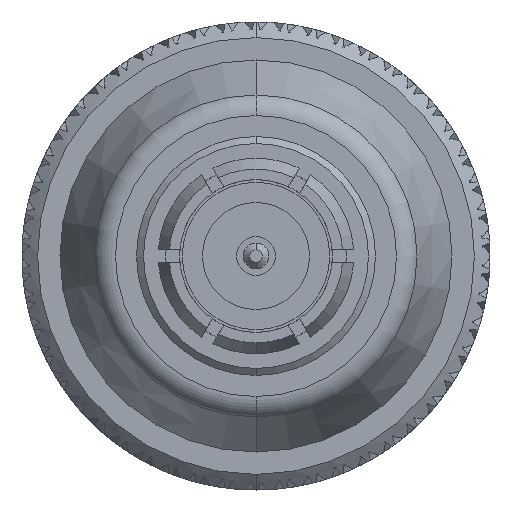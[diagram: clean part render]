
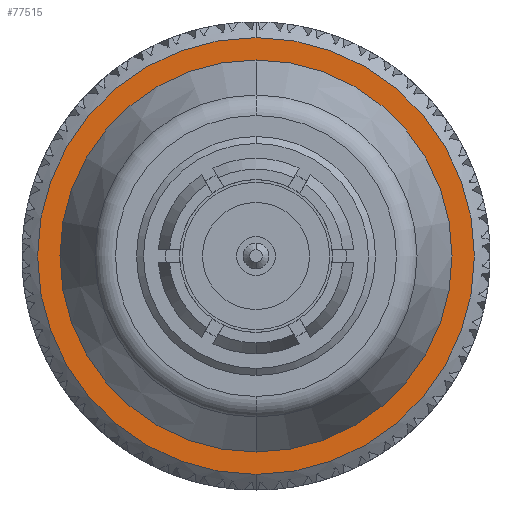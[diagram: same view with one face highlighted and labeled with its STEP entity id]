
A CAD part, left-side view. The second image highlights one B-rep face of the part: STEP entity #77515.
In plain terms, the highlighted planar face has unit normal (-1, 0, 0).
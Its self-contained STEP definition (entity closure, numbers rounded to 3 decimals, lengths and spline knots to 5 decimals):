
#2695 = CIRCLE ( 'NONE', #6151, 0.14942 ) ;
#2953 = ORIENTED_EDGE ( 'NONE', *, *, #35762, .F. ) ;
#3652 = CARTESIAN_POINT ( 'NONE',  ( 0.31795, 0., -0.16649 ) ) ;
#4033 = CARTESIAN_POINT ( 'NONE',  ( 0.31795, 0., -0.14942 ) ) ;
#4381 = VERTEX_POINT ( 'NONE', #98205 ) ;
#6151 = AXIS2_PLACEMENT_3D ( 'NONE', #94475, #31455, #86257 ) ;
#10980 = EDGE_CURVE ( 'NONE', #4381, #77798, #93619, .T. ) ;
#16415 = FACE_BOUND ( 'NONE', #39817, .T. ) ;
#21878 = ORIENTED_EDGE ( 'NONE', *, *, #67106, .T. ) ;
#22365 = CARTESIAN_POINT ( 'NONE',  ( 0.31795, 0., 0.14942 ) ) ;
#25119 = CIRCLE ( 'NONE', #99220, 0.14942 ) ;
#31455 = DIRECTION ( 'NONE',  ( 1., 0., 0. ) ) ;
#35762 = EDGE_CURVE ( 'NONE', #77798, #4381, #62563, .T. ) ;
#36099 = DIRECTION ( 'NONE',  ( 1., 0., 0. ) ) ;
#39817 = EDGE_LOOP ( 'NONE', ( #21878, #84612 ) ) ;
#40100 = DIRECTION ( 'NONE',  ( 0., 0., -1. ) ) ;
#51395 = AXIS2_PLACEMENT_3D ( 'NONE', #52584, #92562, #100714 ) ;
#52584 = CARTESIAN_POINT ( 'NONE',  ( 0.31795, 0.14942, 0. ) ) ;
#52747 = ORIENTED_EDGE ( 'NONE', *, *, #10980, .F. ) ;
#56088 = VERTEX_POINT ( 'NONE', #4033 ) ;
#61508 = PLANE ( 'NONE',  #51395 ) ;
#62172 = CARTESIAN_POINT ( 'NONE',  ( 0.31795, 0., 0. ) ) ;
#62563 = CIRCLE ( 'NONE', #67765, 0.16649 ) ;
#65705 = VERTEX_POINT ( 'NONE', #22365 ) ;
#66763 = FACE_OUTER_BOUND ( 'NONE', #84105, .T. ) ;
#67106 = EDGE_CURVE ( 'NONE', #56088, #65705, #2695, .T. ) ;
#67765 = AXIS2_PLACEMENT_3D ( 'NONE', #62172, #87022, #40100 ) ;
#74821 = DIRECTION ( 'NONE',  ( 0., 0., -1. ) ) ;
#76107 = DIRECTION ( 'NONE',  ( 1., 0., 0. ) ) ;
#77515 = ADVANCED_FACE ( 'NONE', ( #16415, #66763 ), #61508, .T. ) ;
#77798 = VERTEX_POINT ( 'NONE', #3652 ) ;
#84105 = EDGE_LOOP ( 'NONE', ( #2953, #52747 ) ) ;
#84612 = ORIENTED_EDGE ( 'NONE', *, *, #87077, .T. ) ;
#86257 = DIRECTION ( 'NONE',  ( 0., 0., -1. ) ) ;
#87022 = DIRECTION ( 'NONE',  ( 1., 0., 0. ) ) ;
#87077 = EDGE_CURVE ( 'NONE', #65705, #56088, #25119, .T. ) ;
#88970 = AXIS2_PLACEMENT_3D ( 'NONE', #90564, #36099, #74821 ) ;
#90564 = CARTESIAN_POINT ( 'NONE',  ( 0.31795, 0., 0. ) ) ;
#91521 = CARTESIAN_POINT ( 'NONE',  ( 0.31795, 0., 0. ) ) ;
#92562 = DIRECTION ( 'NONE',  ( -1., 0., 0. ) ) ;
#93619 = CIRCLE ( 'NONE', #88970, 0.16649 ) ;
#94475 = CARTESIAN_POINT ( 'NONE',  ( 0.31795, 0., 0. ) ) ;
#98205 = CARTESIAN_POINT ( 'NONE',  ( 0.31795, 0., 0.16649 ) ) ;
#98343 = DIRECTION ( 'NONE',  ( 0., 0., -1. ) ) ;
#99220 = AXIS2_PLACEMENT_3D ( 'NONE', #91521, #76107, #98343 ) ;
#100714 = DIRECTION ( 'NONE',  ( 0., 0., 1. ) ) ;
